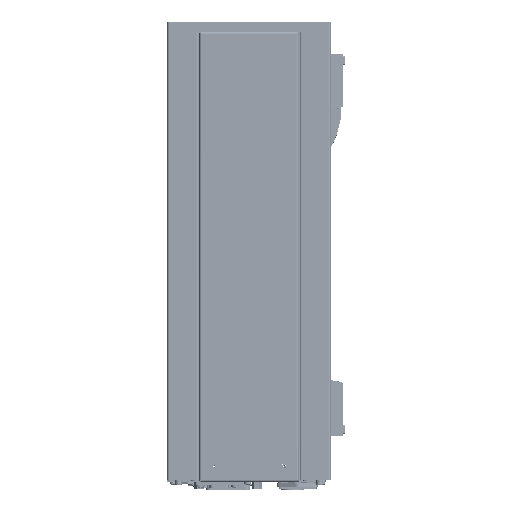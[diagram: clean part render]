
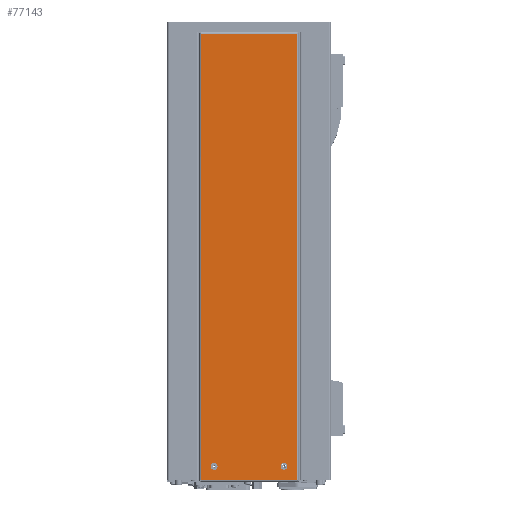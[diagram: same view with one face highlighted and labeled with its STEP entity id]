
A CAD part, left-side view. The second image highlights one B-rep face of the part: STEP entity #77143.
In plain terms, the highlighted planar face has unit normal (-1, 0, 0).
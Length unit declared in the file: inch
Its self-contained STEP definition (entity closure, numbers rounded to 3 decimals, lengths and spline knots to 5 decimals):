
#5560 = CARTESIAN_POINT ( 'NONE',  ( -13.605, 3.64164, -14.2955 ) ) ;
#9010 = AXIS2_PLACEMENT_3D ( 'NONE', #30215, #28274, #58289 ) ;
#10100 = CARTESIAN_POINT ( 'NONE',  ( -13.605, 1.503, -14.2955 ) ) ;
#11074 = EDGE_CURVE ( 'NONE', #149867, #75482, #44740, .T. ) ;
#12397 = ORIENTED_EDGE ( 'NONE', *, *, #141314, .F. ) ;
#14908 = FACE_BOUND ( 'NONE', #83649, .T. ) ;
#17399 = LINE ( 'NONE', #184602, #126444 ) ;
#17886 = CARTESIAN_POINT ( 'NONE',  ( -13.605, 1.097, -0.3765 ) ) ;
#18996 = EDGE_CURVE ( 'NONE', #102948, #72794, #193950, .T. ) ;
#20957 = EDGE_CURVE ( 'NONE', #117017, #53721, #95313, .T. ) ;
#23077 = CARTESIAN_POINT ( 'NONE',  ( -13.605, 3.86436, -14.2955 ) ) ;
#24195 = VERTEX_POINT ( 'NONE', #141289 ) ;
#25260 = ORIENTED_EDGE ( 'NONE', *, *, #114612, .F. ) ;
#28274 = DIRECTION ( 'NONE',  ( -1., 0., 0. ) ) ;
#28968 = DIRECTION ( 'NONE',  ( 0., -1., 0. ) ) ;
#30215 = CARTESIAN_POINT ( 'NONE',  ( -13.605, 3.753, -14.2955 ) ) ;
#33111 = CARTESIAN_POINT ( 'NONE',  ( -13.605, 1.097, -22.02076 ) ) ;
#33976 = VECTOR ( 'NONE', #154136, 39.37008 ) ;
#43123 = DIRECTION ( 'NONE',  ( 0., -1., 0. ) ) ;
#44689 = ORIENTED_EDGE ( 'NONE', *, *, #156755, .F. ) ;
#44740 = CIRCLE ( 'NONE', #188647, 0.11136 ) ;
#45531 = DIRECTION ( 'NONE',  ( -1., 0., 0. ) ) ;
#47968 = LINE ( 'NONE', #17886, #33976 ) ;
#49622 = VECTOR ( 'NONE', #117963, 39.37008 ) ;
#53147 = VECTOR ( 'NONE', #185329, 39.37008 ) ;
#53721 = VERTEX_POINT ( 'NONE', #5560 ) ;
#58014 = FACE_OUTER_BOUND ( 'NONE', #160822, .T. ) ;
#58289 = DIRECTION ( 'NONE',  ( 0., -1., 0. ) ) ;
#62668 = DIRECTION ( 'NONE',  ( 0., -1., 0. ) ) ;
#63530 = EDGE_CURVE ( 'NONE', #53721, #117017, #64546, .T. ) ;
#64546 = CIRCLE ( 'NONE', #157453, 0.11136 ) ;
#66241 = VERTEX_POINT ( 'NONE', #99910 ) ;
#69700 = ORIENTED_EDGE ( 'NONE', *, *, #18996, .F. ) ;
#70124 = AXIS2_PLACEMENT_3D ( 'NONE', #135216, #196153, #28968 ) ;
#71102 = DIRECTION ( 'NONE',  ( -1., 0., 0. ) ) ;
#72794 = VERTEX_POINT ( 'NONE', #79811 ) ;
#74422 = ORIENTED_EDGE ( 'NONE', *, *, #20957, .F. ) ;
#74541 = EDGE_CURVE ( 'NONE', #102948, #24195, #17399, .T. ) ;
#75482 = VERTEX_POINT ( 'NONE', #130307 ) ;
#77143 = ADVANCED_FACE ( 'NONE', ( #152161, #14908, #58014 ), #104111, .T. ) ;
#79811 = CARTESIAN_POINT ( 'NONE',  ( -13.605, 4.159, -0.3765 ) ) ;
#82877 = CARTESIAN_POINT ( 'NONE',  ( -13.605, 4.159, -14.7265 ) ) ;
#83649 = EDGE_LOOP ( 'NONE', ( #96474, #74422 ) ) ;
#91277 = CIRCLE ( 'NONE', #136164, 0.11136 ) ;
#91482 = CARTESIAN_POINT ( 'NONE',  ( -13.605, 1.503, -14.2955 ) ) ;
#93121 = ORIENTED_EDGE ( 'NONE', *, *, #11074, .F. ) ;
#93472 = DIRECTION ( 'NONE',  ( 0., -1., 0. ) ) ;
#95313 = CIRCLE ( 'NONE', #9010, 0.11136 ) ;
#96474 = ORIENTED_EDGE ( 'NONE', *, *, #63530, .F. ) ;
#96675 = CARTESIAN_POINT ( 'NONE',  ( -13.605, 3.753, -14.2955 ) ) ;
#99910 = CARTESIAN_POINT ( 'NONE',  ( -13.605, 1.097, -0.3765 ) ) ;
#102948 = VERTEX_POINT ( 'NONE', #82877 ) ;
#104111 = PLANE ( 'NONE',  #70124 ) ;
#111180 = LINE ( 'NONE', #33111, #53147 ) ;
#114612 = EDGE_CURVE ( 'NONE', #72794, #66241, #47968, .T. ) ;
#114771 = EDGE_LOOP ( 'NONE', ( #44689, #93121 ) ) ;
#117017 = VERTEX_POINT ( 'NONE', #23077 ) ;
#117963 = DIRECTION ( 'NONE',  ( 0., 0., 1. ) ) ;
#118976 = CARTESIAN_POINT ( 'NONE',  ( -13.605, 4.159, 6.91776 ) ) ;
#122223 = CARTESIAN_POINT ( 'NONE',  ( -13.605, 1.61436, -14.2955 ) ) ;
#126444 = VECTOR ( 'NONE', #93472, 39.37008 ) ;
#130307 = CARTESIAN_POINT ( 'NONE',  ( -13.605, 1.39164, -14.2955 ) ) ;
#135216 = CARTESIAN_POINT ( 'NONE',  ( -13.605, 1.097, -0.3765 ) ) ;
#136164 = AXIS2_PLACEMENT_3D ( 'NONE', #91482, #45531, #136698 ) ;
#136698 = DIRECTION ( 'NONE',  ( 0., -1., 0. ) ) ;
#141289 = CARTESIAN_POINT ( 'NONE',  ( -13.605, 1.097, -14.7265 ) ) ;
#141314 = EDGE_CURVE ( 'NONE', #66241, #24195, #111180, .T. ) ;
#149867 = VERTEX_POINT ( 'NONE', #122223 ) ;
#152161 = FACE_BOUND ( 'NONE', #114771, .T. ) ;
#154136 = DIRECTION ( 'NONE',  ( 0., -1., 0. ) ) ;
#156755 = EDGE_CURVE ( 'NONE', #75482, #149867, #91277, .T. ) ;
#157453 = AXIS2_PLACEMENT_3D ( 'NONE', #96675, #172798, #62668 ) ;
#160822 = EDGE_LOOP ( 'NONE', ( #12397, #25260, #69700, #164449 ) ) ;
#164449 = ORIENTED_EDGE ( 'NONE', *, *, #74541, .T. ) ;
#172798 = DIRECTION ( 'NONE',  ( -1., 0., 0. ) ) ;
#184602 = CARTESIAN_POINT ( 'NONE',  ( -13.605, 1.097, -14.7265 ) ) ;
#185329 = DIRECTION ( 'NONE',  ( 0., 0., -1. ) ) ;
#188647 = AXIS2_PLACEMENT_3D ( 'NONE', #10100, #71102, #43123 ) ;
#193950 = LINE ( 'NONE', #118976, #49622 ) ;
#196153 = DIRECTION ( 'NONE',  ( -1., 0., 0. ) ) ;
